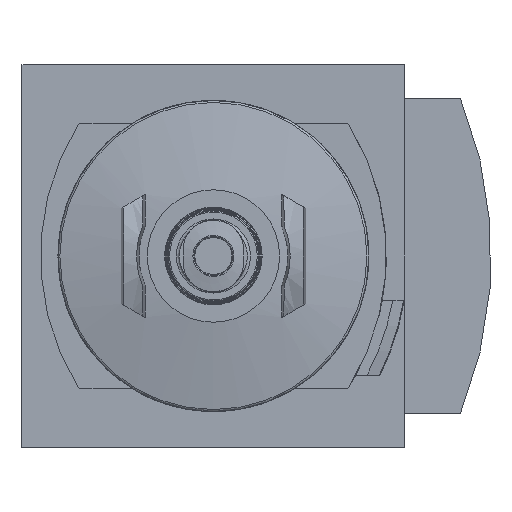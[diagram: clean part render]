
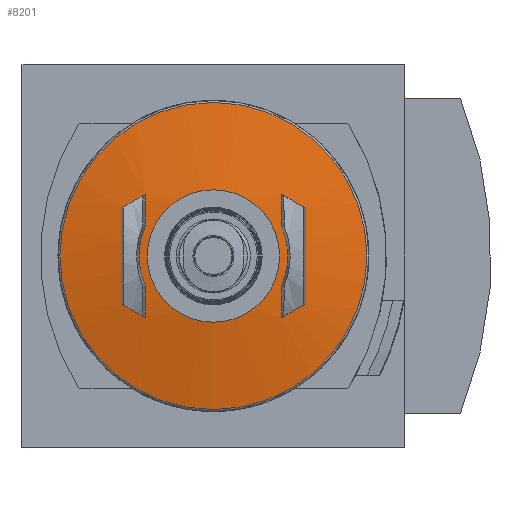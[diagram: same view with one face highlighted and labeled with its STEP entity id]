
A CAD part, front view. The second image highlights one B-rep face of the part: STEP entity #8201.
In plain terms, the highlighted spherical face has radius 108.76 mm.
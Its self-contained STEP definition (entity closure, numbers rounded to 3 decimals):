
#31=SPHERICAL_SURFACE('',#8682,108.76);
#1549=CIRCLE('',#8681,24.871);
#1550=CIRCLE('',#8683,12.055);
#1551=CIRCLE('',#8684,108.372);
#1552=CIRCLE('',#8685,108.117);
#1553=CIRCLE('',#8686,107.834);
#1554=CIRCLE('',#8687,107.453);
#1555=CIRCLE('',#8688,107.834);
#1556=CIRCLE('',#8689,108.117);
#1557=CIRCLE('',#8690,108.372);
#1558=CIRCLE('',#8691,107.834);
#1559=CIRCLE('',#8692,107.453);
#1560=CIRCLE('',#8693,107.834);
#1561=CIRCLE('',#8694,108.117);
#1562=CIRCLE('',#8695,108.372);
#1563=CIRCLE('',#8696,12.055);
#1564=CIRCLE('',#8697,108.372);
#1565=CIRCLE('',#8698,108.117);
#1566=CIRCLE('',#8699,10.724);
#2890=ORIENTED_EDGE('',*,*,#3996,.T.);
#2891=ORIENTED_EDGE('',*,*,#3997,.T.);
#2892=ORIENTED_EDGE('',*,*,#3998,.T.);
#2893=ORIENTED_EDGE('',*,*,#3999,.T.);
#2894=ORIENTED_EDGE('',*,*,#4000,.T.);
#2895=ORIENTED_EDGE('',*,*,#4001,.T.);
#2896=ORIENTED_EDGE('',*,*,#4002,.T.);
#2897=ORIENTED_EDGE('',*,*,#4003,.T.);
#2898=ORIENTED_EDGE('',*,*,#4004,.T.);
#2899=ORIENTED_EDGE('',*,*,#4005,.T.);
#2900=ORIENTED_EDGE('',*,*,#4006,.T.);
#2901=ORIENTED_EDGE('',*,*,#4007,.T.);
#2902=ORIENTED_EDGE('',*,*,#4008,.T.);
#2903=ORIENTED_EDGE('',*,*,#4009,.T.);
#2904=ORIENTED_EDGE('',*,*,#4010,.T.);
#2905=ORIENTED_EDGE('',*,*,#4011,.T.);
#2906=ORIENTED_EDGE('',*,*,#4012,.T.);
#2907=ORIENTED_EDGE('',*,*,#4013,.F.);
#3996=EDGE_CURVE('',#4630,#4630,#1549,.T.);
#3997=EDGE_CURVE('',#4631,#4632,#1550,.F.);
#3998=EDGE_CURVE('',#4632,#4633,#1551,.T.);
#3999=EDGE_CURVE('',#4633,#4634,#1552,.T.);
#4000=EDGE_CURVE('',#4634,#4635,#1553,.T.);
#4001=EDGE_CURVE('',#4635,#4636,#1554,.T.);
#4002=EDGE_CURVE('',#4636,#4637,#1555,.T.);
#4003=EDGE_CURVE('',#4637,#4638,#1556,.T.);
#4004=EDGE_CURVE('',#4638,#4631,#1557,.T.);
#4005=EDGE_CURVE('',#4639,#4640,#1558,.T.);
#4006=EDGE_CURVE('',#4640,#4641,#1559,.T.);
#4007=EDGE_CURVE('',#4641,#4642,#1560,.T.);
#4008=EDGE_CURVE('',#4642,#4643,#1561,.T.);
#4009=EDGE_CURVE('',#4643,#4644,#1562,.T.);
#4010=EDGE_CURVE('',#4644,#4645,#1563,.F.);
#4011=EDGE_CURVE('',#4645,#4646,#1564,.T.);
#4012=EDGE_CURVE('',#4646,#4639,#1565,.T.);
#4013=EDGE_CURVE('',#4647,#4647,#1566,.T.);
#4630=VERTEX_POINT('',#12068);
#4631=VERTEX_POINT('',#12071);
#4632=VERTEX_POINT('',#12072);
#4633=VERTEX_POINT('',#12074);
#4634=VERTEX_POINT('',#12076);
#4635=VERTEX_POINT('',#12078);
#4636=VERTEX_POINT('',#12080);
#4637=VERTEX_POINT('',#12082);
#4638=VERTEX_POINT('',#12084);
#4639=VERTEX_POINT('',#12087);
#4640=VERTEX_POINT('',#12088);
#4641=VERTEX_POINT('',#12090);
#4642=VERTEX_POINT('',#12092);
#4643=VERTEX_POINT('',#12094);
#4644=VERTEX_POINT('',#12096);
#4645=VERTEX_POINT('',#12098);
#4646=VERTEX_POINT('',#12100);
#4647=VERTEX_POINT('',#12103);
#5044=EDGE_LOOP('',(#2890));
#5045=EDGE_LOOP('',(#2891,#2892,#2893,#2894,#2895,#2896,#2897,#2898));
#5046=EDGE_LOOP('',(#2899,#2900,#2901,#2902,#2903,#2904,#2905,#2906));
#5047=EDGE_LOOP('',(#2907));
#5438=FACE_BOUND('',#5044,.T.);
#5439=FACE_BOUND('',#5045,.T.);
#5440=FACE_BOUND('',#5046,.T.);
#5441=FACE_BOUND('',#5047,.T.);
#8201=ADVANCED_FACE('',(#5438,#5439,#5440,#5441),#31,.T.);
#8681=AXIS2_PLACEMENT_3D('',#12067,#10112,#10113);
#8682=AXIS2_PLACEMENT_3D('',#12069,#10114,#10115);
#8683=AXIS2_PLACEMENT_3D('',#12070,#10116,#10117);
#8684=AXIS2_PLACEMENT_3D('',#12073,#10118,#10119);
#8685=AXIS2_PLACEMENT_3D('',#12075,#10120,#10121);
#8686=AXIS2_PLACEMENT_3D('',#12077,#10122,#10123);
#8687=AXIS2_PLACEMENT_3D('',#12079,#10124,#10125);
#8688=AXIS2_PLACEMENT_3D('',#12081,#10126,#10127);
#8689=AXIS2_PLACEMENT_3D('',#12083,#10128,#10129);
#8690=AXIS2_PLACEMENT_3D('',#12085,#10130,#10131);
#8691=AXIS2_PLACEMENT_3D('',#12086,#10132,#10133);
#8692=AXIS2_PLACEMENT_3D('',#12089,#10134,#10135);
#8693=AXIS2_PLACEMENT_3D('',#12091,#10136,#10137);
#8694=AXIS2_PLACEMENT_3D('',#12093,#10138,#10139);
#8695=AXIS2_PLACEMENT_3D('',#12095,#10140,#10141);
#8696=AXIS2_PLACEMENT_3D('',#12097,#10142,#10143);
#8697=AXIS2_PLACEMENT_3D('',#12099,#10144,#10145);
#8698=AXIS2_PLACEMENT_3D('',#12101,#10146,#10147);
#8699=AXIS2_PLACEMENT_3D('',#12102,#10148,#10149);
#10112=DIRECTION('',(0.,-1.,0.));
#10113=DIRECTION('',(0.,0.,-1.));
#10114=DIRECTION('',(0.,-1.,0.));
#10115=DIRECTION('',(1.,0.,0.));
#10116=DIRECTION('',(0.,1.,0.));
#10117=DIRECTION('',(0.,0.,1.));
#10118=DIRECTION('',(-1.,-0.017,0.));
#10119=DIRECTION('',(0.017,-1.,0.));
#10120=DIRECTION('',(0.,-0.017,1.));
#10121=DIRECTION('',(0.,-1.,-0.017));
#10122=DIRECTION('',(0.5,0.,0.866));
#10123=DIRECTION('',(0.866,0.,-0.5));
#10124=DIRECTION('',(1.,-0.017,0.));
#10125=DIRECTION('',(0.017,1.,0.));
#10126=DIRECTION('',(0.5,0.,-0.866));
#10127=DIRECTION('',(-0.866,0.,-0.5));
#10128=DIRECTION('',(0.,-0.017,-1.));
#10129=DIRECTION('',(0.,1.,-0.017));
#10130=DIRECTION('',(-1.,-0.017,0.));
#10131=DIRECTION('',(0.017,-1.,0.));
#10132=DIRECTION('',(-0.5,0.,-0.866));
#10133=DIRECTION('',(-0.866,0.,0.5));
#10134=DIRECTION('',(-1.,-0.017,0.));
#10135=DIRECTION('',(0.017,-1.,0.));
#10136=DIRECTION('',(-0.5,0.,0.866));
#10137=DIRECTION('',(0.866,0.,0.5));
#10138=DIRECTION('',(0.,-0.017,1.));
#10139=DIRECTION('',(0.,-1.,-0.017));
#10140=DIRECTION('',(1.,-0.017,0.));
#10141=DIRECTION('',(0.017,1.,0.));
#10142=DIRECTION('',(0.,1.,0.));
#10143=DIRECTION('',(0.,0.,1.));
#10144=DIRECTION('',(1.,-0.017,0.));
#10145=DIRECTION('',(0.017,1.,0.));
#10146=DIRECTION('',(0.,-0.017,-1.));
#10147=DIRECTION('',(0.,1.,-0.017));
#10148=DIRECTION('',(0.,-1.,0.));
#10149=DIRECTION('',(0.,0.,-1.));
#12067=CARTESIAN_POINT('',(0.,-153.648,0.));
#12068=CARTESIAN_POINT('',(0.,-153.648,-24.871));
#12069=CARTESIAN_POINT('',(0.,-47.77,0.));
#12070=CARTESIAN_POINT('',(0.,-155.86,0.));
#12071=CARTESIAN_POINT('',(11.072,-155.86,-4.767));
#12072=CARTESIAN_POINT('',(11.072,-155.86,4.767));
#12073=CARTESIAN_POINT('',(9.183,-47.61,0.));
#12074=CARTESIAN_POINT('',(11.066,-155.509,9.934));
#12075=CARTESIAN_POINT('',(0.,-47.976,11.811));
#12076=CARTESIAN_POINT('',(11.114,-155.504,9.934));
#12077=CARTESIAN_POINT('',(7.08,-47.77,12.263));
#12078=CARTESIAN_POINT('',(14.939,-155.222,7.726));
#12079=CARTESIAN_POINT('',(16.809,-48.063,0.));
#12080=CARTESIAN_POINT('',(14.939,-155.222,-7.726));
#12081=CARTESIAN_POINT('',(7.08,-47.77,-12.263));
#12082=CARTESIAN_POINT('',(11.114,-155.504,-9.934));
#12083=CARTESIAN_POINT('',(0.,-47.976,-11.811));
#12084=CARTESIAN_POINT('',(11.066,-155.509,-9.934));
#12085=CARTESIAN_POINT('',(9.183,-47.61,0.));
#12086=CARTESIAN_POINT('',(-7.08,-47.77,-12.263));
#12087=CARTESIAN_POINT('',(-11.114,-155.504,-9.934));
#12088=CARTESIAN_POINT('',(-14.939,-155.222,-7.726));
#12089=CARTESIAN_POINT('',(-16.809,-48.063,0.));
#12090=CARTESIAN_POINT('',(-14.939,-155.222,7.726));
#12091=CARTESIAN_POINT('',(-7.08,-47.77,12.263));
#12092=CARTESIAN_POINT('',(-11.114,-155.504,9.934));
#12093=CARTESIAN_POINT('',(0.,-47.976,11.811));
#12094=CARTESIAN_POINT('',(-11.066,-155.509,9.934));
#12095=CARTESIAN_POINT('',(-9.183,-47.61,0.));
#12096=CARTESIAN_POINT('',(-11.072,-155.86,4.767));
#12097=CARTESIAN_POINT('',(0.,-155.86,0.));
#12098=CARTESIAN_POINT('',(-11.072,-155.86,-4.767));
#12099=CARTESIAN_POINT('',(-9.183,-47.61,0.));
#12100=CARTESIAN_POINT('',(-11.066,-155.509,-9.934));
#12101=CARTESIAN_POINT('',(0.,-47.976,-11.811));
#12102=CARTESIAN_POINT('',(0.,-156.,0.));
#12103=CARTESIAN_POINT('',(0.,-156.,-10.724));
